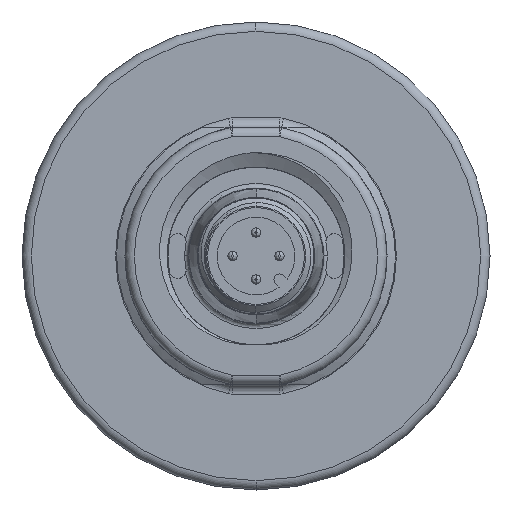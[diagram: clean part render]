
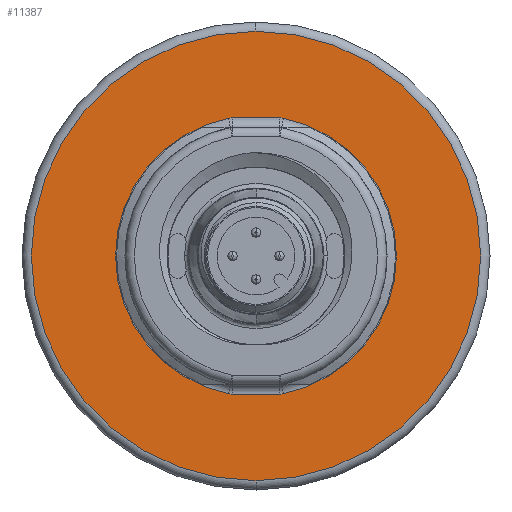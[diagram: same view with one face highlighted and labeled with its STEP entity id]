
A CAD part, front view. The second image highlights one B-rep face of the part: STEP entity #11387.
In plain terms, the highlighted planar face has unit normal (0, -1, 0).
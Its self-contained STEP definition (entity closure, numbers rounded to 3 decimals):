
#2359=CARTESIAN_POINT('',(0.,-3.,0.));
#2360=DIRECTION('',(0.,1.,0.));
#2361=DIRECTION('',(0.,0.,-1.));
#2362=AXIS2_PLACEMENT_3D('',#2359,#2360,#2361);
#2364=CARTESIAN_POINT('',(0.,-3.,0.));
#2365=DIRECTION('',(0.,1.,0.));
#2366=DIRECTION('',(0.,0.,1.));
#2367=AXIS2_PLACEMENT_3D('',#2364,#2365,#2366);
#2369=CARTESIAN_POINT('',(0.,-3.,0.));
#2370=DIRECTION('',(0.,-1.,0.));
#2371=DIRECTION('',(-0.195,0.,0.981));
#2372=AXIS2_PLACEMENT_3D('',#2369,#2370,#2371);
#2374=CARTESIAN_POINT('',(-2.537,-3.,-12.75));
#2375=DIRECTION('',(0.,-1.,0.));
#2376=DIRECTION('',(-0.195,0.,-0.981));
#2377=AXIS2_PLACEMENT_3D('',#2374,#2375,#2376);
#2379=DIRECTION('',(1.,0.,0.));
#2380=VECTOR('',#2379,5.074);
#2381=CARTESIAN_POINT('',(-2.537,-3.,-14.75));
#2382=LINE('',#2381,#2380);
#2383=CARTESIAN_POINT('',(2.537,-3.,-12.75));
#2384=DIRECTION('',(0.,-1.,0.));
#2385=DIRECTION('',(0.,0.,-1.));
#2386=AXIS2_PLACEMENT_3D('',#2383,#2384,#2385);
#2388=CARTESIAN_POINT('',(0.,-3.,0.));
#2389=DIRECTION('',(0.,-1.,0.));
#2390=DIRECTION('',(0.195,0.,-0.981));
#2391=AXIS2_PLACEMENT_3D('',#2388,#2389,#2390);
#2393=CARTESIAN_POINT('',(2.537,-3.,12.75));
#2394=DIRECTION('',(0.,-1.,0.));
#2395=DIRECTION('',(0.195,0.,0.981));
#2396=AXIS2_PLACEMENT_3D('',#2393,#2394,#2395);
#2398=DIRECTION('',(-1.,0.,0.));
#2399=VECTOR('',#2398,5.074);
#2400=CARTESIAN_POINT('',(2.537,-3.,14.75));
#2401=LINE('',#2400,#2399);
#2402=CARTESIAN_POINT('',(-2.537,-3.,12.75));
#2403=DIRECTION('',(0.,-1.,0.));
#2404=DIRECTION('',(0.,0.,1.));
#2405=AXIS2_PLACEMENT_3D('',#2402,#2403,#2404);
#8315=CARTESIAN_POINT('',(-2.928,-3.,14.712));
#8316=CARTESIAN_POINT('',(-2.928,-3.,-14.712));
#8317=VERTEX_POINT('',#8315);
#8318=VERTEX_POINT('',#8316);
#8323=CARTESIAN_POINT('',(2.928,-3.,-14.712));
#8324=CARTESIAN_POINT('',(2.928,-3.,14.712));
#8325=VERTEX_POINT('',#8323);
#8326=VERTEX_POINT('',#8324);
#8335=CARTESIAN_POINT('',(0.,-3.,-24.));
#8336=CARTESIAN_POINT('',(0.,-3.,24.));
#8337=VERTEX_POINT('',#8335);
#8338=VERTEX_POINT('',#8336);
#8570=CARTESIAN_POINT('',(-2.537,-3.,-14.75));
#8571=CARTESIAN_POINT('',(2.537,-3.,-14.75));
#8572=VERTEX_POINT('',#8570);
#8573=VERTEX_POINT('',#8571);
#8574=CARTESIAN_POINT('',(2.537,-3.,14.75));
#8575=CARTESIAN_POINT('',(-2.537,-3.,14.75));
#8576=VERTEX_POINT('',#8574);
#8577=VERTEX_POINT('',#8575);
#11359=CARTESIAN_POINT('',(0.,-3.,0.));
#11360=DIRECTION('',(0.,-1.,0.));
#11361=DIRECTION('',(0.,0.,1.));
#11362=AXIS2_PLACEMENT_3D('',#11359,#11360,#11361);
#11363=PLANE('',#11362);
#11365=ORIENTED_EDGE('',*,*,#11364,.T.);
#11367=ORIENTED_EDGE('',*,*,#11366,.T.);
#11368=EDGE_LOOP('',(#11365,#11367));
#11369=FACE_OUTER_BOUND('',#11368,.F.);
#11370=ORIENTED_EDGE('',*,*,#11349,.T.);
#11372=ORIENTED_EDGE('',*,*,#11371,.T.);
#11374=ORIENTED_EDGE('',*,*,#11373,.T.);
#11376=ORIENTED_EDGE('',*,*,#11375,.T.);
#11378=ORIENTED_EDGE('',*,*,#11377,.T.);
#11380=ORIENTED_EDGE('',*,*,#11379,.T.);
#11382=ORIENTED_EDGE('',*,*,#11381,.T.);
#11384=ORIENTED_EDGE('',*,*,#11383,.T.);
#11385=EDGE_LOOP('',(#11370,#11372,#11374,#11376,#11378,#11380,#11382,#11384));
#11386=FACE_BOUND('',#11385,.F.);
#11387=ADVANCED_FACE('',(#11369,#11386),#11363,.T.);
#2363=CIRCLE('',#2362,24.);
#2368=CIRCLE('',#2367,24.);
#2373=CIRCLE('',#2372,15.);
#2378=CIRCLE('',#2377,2.);
#2387=CIRCLE('',#2386,2.);
#2392=CIRCLE('',#2391,15.);
#2397=CIRCLE('',#2396,2.);
#2406=CIRCLE('',#2405,2.);
#11349=EDGE_CURVE('',#8317,#8318,#2373,.T.);
#11364=EDGE_CURVE('',#8337,#8338,#2363,.T.);
#11366=EDGE_CURVE('',#8338,#8337,#2368,.T.);
#11371=EDGE_CURVE('',#8318,#8572,#2378,.T.);
#11373=EDGE_CURVE('',#8572,#8573,#2382,.T.);
#11375=EDGE_CURVE('',#8573,#8325,#2387,.T.);
#11377=EDGE_CURVE('',#8325,#8326,#2392,.T.);
#11379=EDGE_CURVE('',#8326,#8576,#2397,.T.);
#11381=EDGE_CURVE('',#8576,#8577,#2401,.T.);
#11383=EDGE_CURVE('',#8577,#8317,#2406,.T.);
